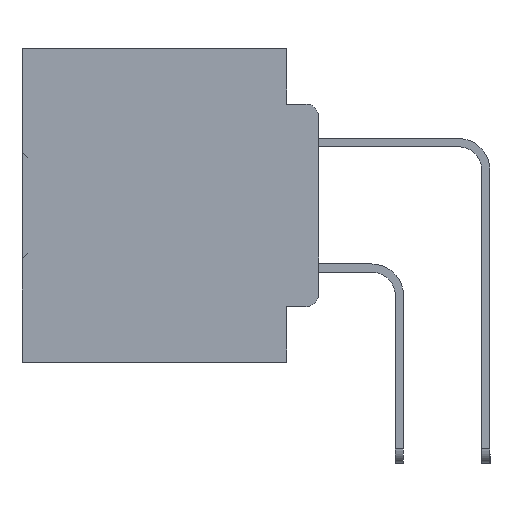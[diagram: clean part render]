
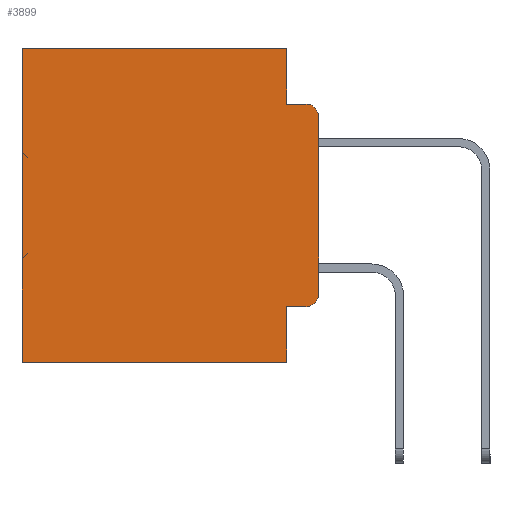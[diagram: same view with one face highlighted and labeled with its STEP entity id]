
A CAD part, left-side view. The second image highlights one B-rep face of the part: STEP entity #3899.
In plain terms, the highlighted planar face has unit normal (-1, 0, 0).
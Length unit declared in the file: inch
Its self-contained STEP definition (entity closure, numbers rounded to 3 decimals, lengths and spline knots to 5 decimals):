
#249 = CIRCLE ( 'NONE', #24169, 0.02 ) ;
#782 = DIRECTION ( 'NONE',  ( -1., 0., 0. ) ) ;
#1762 = DIRECTION ( 'NONE',  ( 0., 0., -1. ) ) ;
#2199 = VECTOR ( 'NONE', #19154, 39.37008 ) ;
#2263 = EDGE_CURVE ( 'NONE', #34439, #7334, #15158, .T. ) ;
#2331 = DIRECTION ( 'NONE',  ( 0., 1., 0. ) ) ;
#2680 = VECTOR ( 'NONE', #22513, 39.37008 ) ;
#3008 = VERTEX_POINT ( 'NONE', #34050 ) ;
#3273 = VERTEX_POINT ( 'NONE', #35201 ) ;
#3899 = ADVANCED_FACE ( 'NONE', ( #4467 ), #26395, .F. ) ;
#3915 = CARTESIAN_POINT ( 'NONE',  ( 0.298, 0., -0.3915 ) ) ;
#4184 = CARTESIAN_POINT ( 'NONE',  ( 0.298, 0., 0. ) ) ;
#4191 = ORIENTED_EDGE ( 'NONE', *, *, #9251, .T. ) ;
#4467 = FACE_OUTER_BOUND ( 'NONE', #34917, .T. ) ;
#6142 = ORIENTED_EDGE ( 'NONE', *, *, #23176, .F. ) ;
#6304 = AXIS2_PLACEMENT_3D ( 'NONE', #35290, #17629, #38227 ) ;
#7251 = CARTESIAN_POINT ( 'NONE',  ( 0.298, 0.051, 0. ) ) ;
#7253 = EDGE_CURVE ( 'NONE', #3008, #3273, #15980, .T. ) ;
#7334 = VERTEX_POINT ( 'NONE', #29926 ) ;
#7338 = LINE ( 'NONE', #37708, #22525 ) ;
#7696 = CARTESIAN_POINT ( 'NONE',  ( 0.298, 0.051, -0.0885 ) ) ;
#7697 = VERTEX_POINT ( 'NONE', #16743 ) ;
#7718 = VERTEX_POINT ( 'NONE', #19913 ) ;
#7823 = VECTOR ( 'NONE', #8700, 39.37008 ) ;
#8013 = ORIENTED_EDGE ( 'NONE', *, *, #2263, .T. ) ;
#8700 = DIRECTION ( 'NONE',  ( 0., 0., -1. ) ) ;
#9251 = EDGE_CURVE ( 'NONE', #3008, #7718, #10029, .T. ) ;
#10029 = LINE ( 'NONE', #32279, #25128 ) ;
#10370 = ORIENTED_EDGE ( 'NONE', *, *, #11322, .T. ) ;
#10740 = DIRECTION ( 'NONE',  ( 0., -1., 0. ) ) ;
#11322 = EDGE_CURVE ( 'NONE', #7718, #20059, #249, .T. ) ;
#12228 = CARTESIAN_POINT ( 'NONE',  ( 0.298, 0.02, -0.3915 ) ) ;
#13078 = AXIS2_PLACEMENT_3D ( 'NONE', #19165, #782, #22151 ) ;
#14262 = ORIENTED_EDGE ( 'NONE', *, *, #37988, .T. ) ;
#14524 = DIRECTION ( 'NONE',  ( 0., -1., 0. ) ) ;
#14841 = LINE ( 'NONE', #17214, #36590 ) ;
#15158 = LINE ( 'NONE', #4184, #22217 ) ;
#15185 = ORIENTED_EDGE ( 'NONE', *, *, #32068, .F. ) ;
#15332 = DIRECTION ( 'NONE',  ( 0., 0., -1. ) ) ;
#15980 = LINE ( 'NONE', #26729, #7823 ) ;
#16146 = ORIENTED_EDGE ( 'NONE', *, *, #30101, .T. ) ;
#16743 = CARTESIAN_POINT ( 'NONE',  ( 0.298, 0., -0.1085 ) ) ;
#17214 = CARTESIAN_POINT ( 'NONE',  ( 0.298, 0., -0.5 ) ) ;
#17629 = DIRECTION ( 'NONE',  ( 1., 0., 0. ) ) ;
#18059 = ORIENTED_EDGE ( 'NONE', *, *, #18270, .F. ) ;
#18270 = EDGE_CURVE ( 'NONE', #7697, #20059, #18984, .T. ) ;
#18521 = LINE ( 'NONE', #22144, #2199 ) ;
#18984 = LINE ( 'NONE', #34178, #2680 ) ;
#19154 = DIRECTION ( 'NONE',  ( 0., 0., -1. ) ) ;
#19165 = CARTESIAN_POINT ( 'NONE',  ( 0.298, 0.02, -0.1085 ) ) ;
#19249 = VERTEX_POINT ( 'NONE', #21815 ) ;
#19913 = CARTESIAN_POINT ( 'NONE',  ( 0.298, 0.02, -0.4115 ) ) ;
#20059 = VERTEX_POINT ( 'NONE', #3915 ) ;
#20272 = CARTESIAN_POINT ( 'NONE',  ( 0.298, 0.02, -0.0885 ) ) ;
#20434 = ORIENTED_EDGE ( 'NONE', *, *, #7253, .F. ) ;
#21815 = CARTESIAN_POINT ( 'NONE',  ( 0.298, 0.051, -0.0885 ) ) ;
#22144 = CARTESIAN_POINT ( 'NONE',  ( 0.298, 0.051, 0. ) ) ;
#22151 = DIRECTION ( 'NONE',  ( 0., 0., -1. ) ) ;
#22217 = VECTOR ( 'NONE', #2331, 39.37008 ) ;
#22513 = DIRECTION ( 'NONE',  ( 0., 0., -1. ) ) ;
#22525 = VECTOR ( 'NONE', #1762, 39.37008 ) ;
#23176 = EDGE_CURVE ( 'NONE', #3273, #26179, #14841, .T. ) ;
#23407 = LINE ( 'NONE', #7696, #29338 ) ;
#24107 = ORIENTED_EDGE ( 'NONE', *, *, #36038, .F. ) ;
#24169 = AXIS2_PLACEMENT_3D ( 'NONE', #12228, #33030, #15332 ) ;
#25128 = VECTOR ( 'NONE', #14524, 39.37008 ) ;
#26179 = VERTEX_POINT ( 'NONE', #36764 ) ;
#26395 = PLANE ( 'NONE',  #6304 ) ;
#26729 = CARTESIAN_POINT ( 'NONE',  ( 0.298, 0.051, 0. ) ) ;
#29338 = VECTOR ( 'NONE', #10740, 39.37008 ) ;
#29926 = CARTESIAN_POINT ( 'NONE',  ( 0.298, 0.473, 0. ) ) ;
#30101 = EDGE_CURVE ( 'NONE', #7697, #33368, #30735, .T. ) ;
#30735 = CIRCLE ( 'NONE', #13078, 0.02 ) ;
#32068 = EDGE_CURVE ( 'NONE', #19249, #33368, #23407, .T. ) ;
#32279 = CARTESIAN_POINT ( 'NONE',  ( 0.298, 0.051, -0.4115 ) ) ;
#33030 = DIRECTION ( 'NONE',  ( -1., 0., 0. ) ) ;
#33368 = VERTEX_POINT ( 'NONE', #20272 ) ;
#34050 = CARTESIAN_POINT ( 'NONE',  ( 0.298, 0.051, -0.4115 ) ) ;
#34178 = CARTESIAN_POINT ( 'NONE',  ( 0.298, 0., 0. ) ) ;
#34439 = VERTEX_POINT ( 'NONE', #7251 ) ;
#34917 = EDGE_LOOP ( 'NONE', ( #18059, #16146, #15185, #24107, #8013, #14262, #6142, #20434, #4191, #10370 ) ) ;
#35201 = CARTESIAN_POINT ( 'NONE',  ( 0.298, 0.051, -0.5 ) ) ;
#35290 = CARTESIAN_POINT ( 'NONE',  ( 0.298, 0., 0. ) ) ;
#36038 = EDGE_CURVE ( 'NONE', #34439, #19249, #18521, .T. ) ;
#36590 = VECTOR ( 'NONE', #37834, 39.37008 ) ;
#36764 = CARTESIAN_POINT ( 'NONE',  ( 0.298, 0.473, -0.5 ) ) ;
#37708 = CARTESIAN_POINT ( 'NONE',  ( 0.298, 0.473, 0. ) ) ;
#37834 = DIRECTION ( 'NONE',  ( 0., 1., 0. ) ) ;
#37988 = EDGE_CURVE ( 'NONE', #7334, #26179, #7338, .T. ) ;
#38227 = DIRECTION ( 'NONE',  ( 0., 0., -1. ) ) ;
